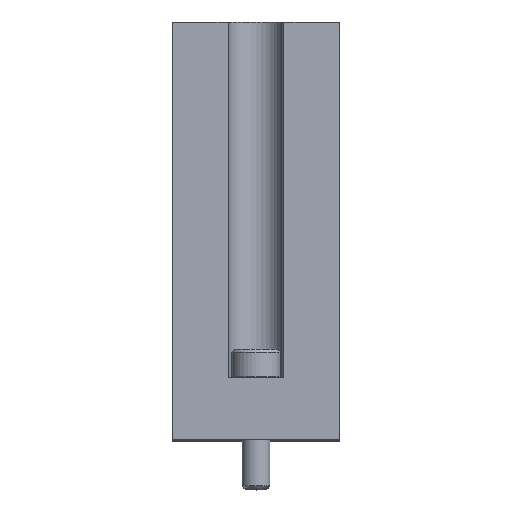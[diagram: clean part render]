
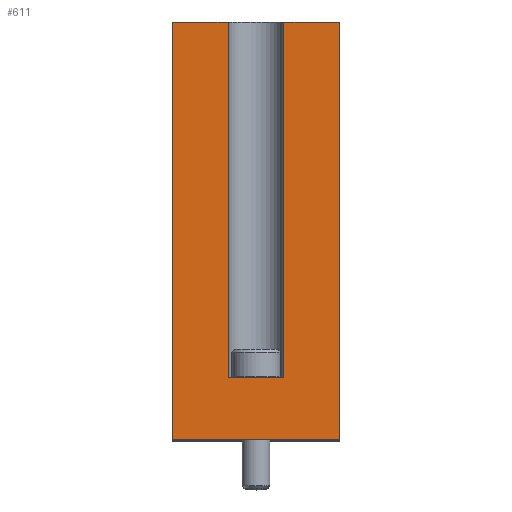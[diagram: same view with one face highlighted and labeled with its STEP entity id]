
A CAD part, top view. The second image highlights one B-rep face of the part: STEP entity #611.
In plain terms, the highlighted face is planar.
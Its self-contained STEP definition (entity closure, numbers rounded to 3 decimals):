
#101=ORIENTED_EDGE('',*,*,#253,.F.);
#102=ORIENTED_EDGE('',*,*,#254,.T.);
#103=ORIENTED_EDGE('',*,*,#255,.T.);
#104=ORIENTED_EDGE('',*,*,#256,.F.);
#105=ORIENTED_EDGE('',*,*,#257,.F.);
#106=ORIENTED_EDGE('',*,*,#258,.T.);
#107=ORIENTED_EDGE('',*,*,#259,.T.);
#108=ORIENTED_EDGE('',*,*,#260,.T.);
#253=EDGE_CURVE('',#329,#330,#380,.T.);
#254=EDGE_CURVE('',#329,#331,#381,.T.);
#255=EDGE_CURVE('',#331,#332,#382,.T.);
#256=EDGE_CURVE('',#333,#332,#383,.T.);
#257=EDGE_CURVE('',#334,#333,#384,.T.);
#258=EDGE_CURVE('',#334,#335,#385,.T.);
#259=EDGE_CURVE('',#335,#336,#386,.T.);
#260=EDGE_CURVE('',#336,#330,#387,.T.);
#329=VERTEX_POINT('',#966);
#330=VERTEX_POINT('',#967);
#331=VERTEX_POINT('',#969);
#332=VERTEX_POINT('',#971);
#333=VERTEX_POINT('',#973);
#334=VERTEX_POINT('',#975);
#335=VERTEX_POINT('',#977);
#336=VERTEX_POINT('',#979);
#380=LINE('',#965,#420);
#381=LINE('',#968,#421);
#382=LINE('',#970,#422);
#383=LINE('',#972,#423);
#384=LINE('',#974,#424);
#385=LINE('',#976,#425);
#386=LINE('',#978,#426);
#387=LINE('',#980,#427);
#420=VECTOR('',#765,1000.);
#421=VECTOR('',#766,1000.);
#422=VECTOR('',#767,1000.);
#423=VECTOR('',#768,1000.);
#424=VECTOR('',#769,1000.);
#425=VECTOR('',#770,1000.);
#426=VECTOR('',#771,1000.);
#427=VECTOR('',#772,1000.);
#460=EDGE_LOOP('',(#101,#102,#103,#104,#105,#106,#107,#108));
#522=FACE_BOUND('',#460,.T.);
#585=PLANE('',#681);
#611=ADVANCED_FACE('',(#522),#585,.T.);
#681=AXIS2_PLACEMENT_3D('',#964,#763,#764);
#763=DIRECTION('',(0.,1.,0.));
#764=DIRECTION('',(0.,0.,1.));
#765=DIRECTION('',(0.,0.,1.));
#766=DIRECTION('',(-1.,0.,0.));
#767=DIRECTION('',(0.,0.,1.));
#768=DIRECTION('',(-1.,0.,0.));
#769=DIRECTION('',(0.,0.,1.));
#770=DIRECTION('',(-1.,0.,0.));
#771=DIRECTION('',(0.,0.,1.));
#772=DIRECTION('',(-1.,0.,0.));
#964=CARTESIAN_POINT('',(12.,31.,-60.));
#965=CARTESIAN_POINT('',(-4.,31.,-60.));
#966=CARTESIAN_POINT('',(-4.,31.,-60.));
#967=CARTESIAN_POINT('',(-4.,31.,-9.));
#968=CARTESIAN_POINT('',(12.,31.,-60.));
#969=CARTESIAN_POINT('',(-12.,31.,-60.));
#970=CARTESIAN_POINT('',(-12.,31.,-60.));
#971=CARTESIAN_POINT('',(-12.,31.,0.));
#972=CARTESIAN_POINT('',(12.,31.,0.));
#973=CARTESIAN_POINT('',(12.,31.,0.));
#974=CARTESIAN_POINT('',(12.,31.,-60.));
#975=CARTESIAN_POINT('',(12.,31.,-60.));
#976=CARTESIAN_POINT('',(12.,31.,-60.));
#977=CARTESIAN_POINT('',(4.,31.,-60.));
#978=CARTESIAN_POINT('',(4.,31.,-60.));
#979=CARTESIAN_POINT('',(4.,31.,-9.));
#980=CARTESIAN_POINT('',(4.,31.,-9.));
